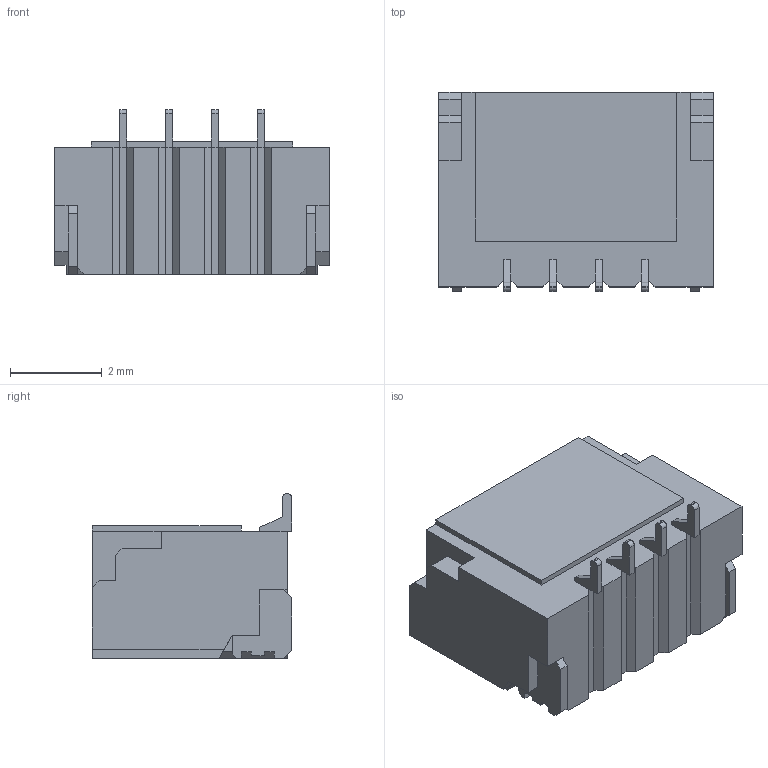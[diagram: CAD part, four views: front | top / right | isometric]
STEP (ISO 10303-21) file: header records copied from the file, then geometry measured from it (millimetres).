
FILE_DESCRIPTION (( 'STEP AP214' ), '1' );
FILE_NAME ('BM04B-SRSS-TB(LF)(SN).STEP', '2021-07-21T08:00:48', ( '' ), ( '' ), 'SwSTEP 2.0', 'SolidWorks 2018', '' );
FILE_SCHEMA (( 'AUTOMOTIVE_DESIGN' ));
Length unit declared in the file: millimetre
Products named in the file (3): BM04B-SRSS-TB(LF)(SN); BM04B-SRSS-TB(LF)(SN)-BODY; BM04B-SRSS-TB(LF)(SN)-PIN
Assembly tree (2 placements, depth 2):
  BM04B-SRSS-TB(LF)(SN)
    BM04B-SRSS-TB(LF)(SN)-PIN
    BM04B-SRSS-TB(LF)(SN)-BODY
Bounding box: 6 x 4.35 x 3.6 mm (x, y, z)
Volume: 36.5 mm3; surface area: 204.4 mm2
Topology: 15 solids, 15 shells, 283 faces, 714 edges, 466 vertices
Faces by surface type: plane 263, cylinder 20
Entity records: 11648 total; most frequent: CARTESIAN_POINT 1468, ORIENTED_EDGE 1428, DIRECTION 1330, EDGE_CURVE 714, LINE 674, VECTOR 674, VERTEX_POINT 466, AXIS2_PLACEMENT_3D 328
